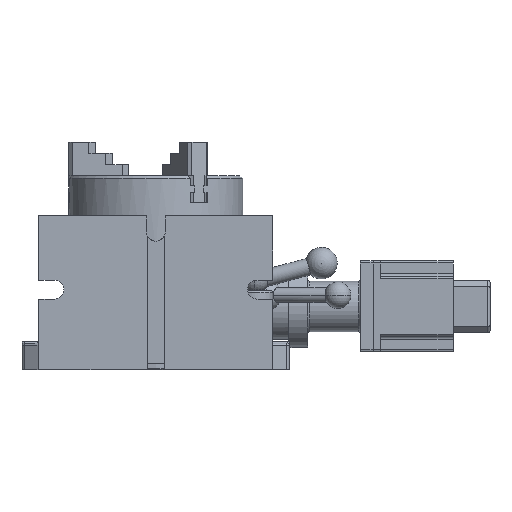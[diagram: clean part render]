
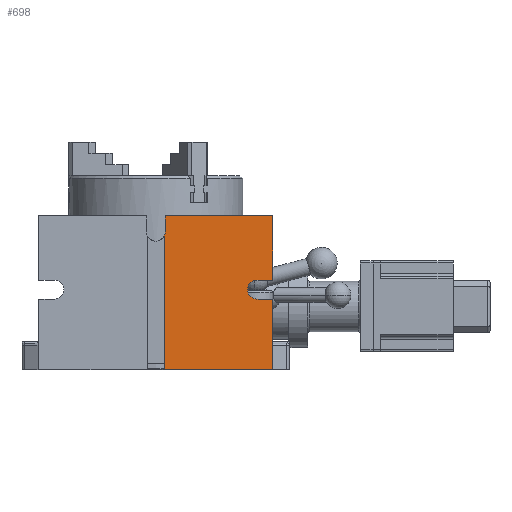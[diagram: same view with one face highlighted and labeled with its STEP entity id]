
A CAD part, front view. The second image highlights one B-rep face of the part: STEP entity #698.
In plain terms, the highlighted planar face has unit normal (0, -1, 0).
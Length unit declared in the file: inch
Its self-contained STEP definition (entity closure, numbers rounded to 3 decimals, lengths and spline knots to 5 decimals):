
#443 = EDGE_CURVE ( 'NONE', #4953, #4835, #11186, .T. ) ;
#448 = EDGE_CURVE ( 'NONE', #4953, #4833, #11192, .T. ) ;
#468 = EDGE_CURVE ( 'NONE', #4832, #4954, #11224, .T. ) ;
#481 = EDGE_CURVE ( 'NONE', #4837, #4834, #11238, .T. ) ;
#489 = EDGE_CURVE ( 'NONE', #4954, #4955, #6997, .T. ) ;
#518 = EDGE_CURVE ( 'NONE', #4838, #4837, #7034, .T. ) ;
#519 = EDGE_CURVE ( 'NONE', #4955, #4836, #7036, .T. ) ;
#523 = EDGE_CURVE ( 'NONE', #4833, #4838, #7044, .T. ) ;
#601 = EDGE_CURVE ( 'NONE', #4834, #4832, #7136, .T. ) ;
#622 = EDGE_CURVE ( 'NONE', #4835, #4836, #7171, .T. ) ;
#698 = ADVANCED_FACE ( 'NONE', ( #7297 ), #14086, .F. ) ;
#1113 = AXIS2_PLACEMENT_3D ( 'NONE', #11650, #11652, #11654 ) ;
#1144 = AXIS2_PLACEMENT_3D ( 'NONE', #11984, #11986, #11988 ) ;
#1259 = AXIS2_PLACEMENT_3D ( 'NONE', #14102, #14103, #14104 ) ;
#3501 = CARTESIAN_POINT ( 'NONE',  ( 3.78445, -4.6, 3.34646 ) ) ;
#3502 = CARTESIAN_POINT ( 'NONE',  ( 0.35433, -4.6, 5.15748 ) ) ;
#3503 = CARTESIAN_POINT ( 'NONE',  ( 4.375, -4.6, 3.34646 ) ) ;
#3504 = CARTESIAN_POINT ( 'NONE',  ( 0.31496, -4.6, 0. ) ) ;
#3505 = CARTESIAN_POINT ( 'NONE',  ( 4.375, -4.6, 0. ) ) ;
#3506 = CARTESIAN_POINT ( 'NONE',  ( 4.375, -4.6, 5.74803 ) ) ;
#3507 = CARTESIAN_POINT ( 'NONE',  ( 0.35433, -4.6, 5.74803 ) ) ;
#3622 = CARTESIAN_POINT ( 'NONE',  ( 0.31496, -4.6, 4.99515 ) ) ;
#3623 = CARTESIAN_POINT ( 'NONE',  ( 3.78445, -4.6, 2.6378 ) ) ;
#3624 = CARTESIAN_POINT ( 'NONE',  ( 4.375, -4.6, 2.6378 ) ) ;
#4832 = VERTEX_POINT ( 'NONE', #3501 ) ;
#4833 = VERTEX_POINT ( 'NONE', #3502 ) ;
#4834 = VERTEX_POINT ( 'NONE', #3503 ) ;
#4835 = VERTEX_POINT ( 'NONE', #3504 ) ;
#4836 = VERTEX_POINT ( 'NONE', #3505 ) ;
#4837 = VERTEX_POINT ( 'NONE', #3506 ) ;
#4838 = VERTEX_POINT ( 'NONE', #3507 ) ;
#4953 = VERTEX_POINT ( 'NONE', #3622 ) ;
#4954 = VERTEX_POINT ( 'NONE', #3623 ) ;
#4955 = VERTEX_POINT ( 'NONE', #3624 ) ;
#6932 = ORIENTED_EDGE ( 'NONE', *, *, #523, .F. ) ;
#6933 = ORIENTED_EDGE ( 'NONE', *, *, #518, .F. ) ;
#6934 = ORIENTED_EDGE ( 'NONE', *, *, #481, .F. ) ;
#6935 = ORIENTED_EDGE ( 'NONE', *, *, #601, .F. ) ;
#6936 = ORIENTED_EDGE ( 'NONE', *, *, #468, .F. ) ;
#6937 = ORIENTED_EDGE ( 'NONE', *, *, #489, .F. ) ;
#6938 = ORIENTED_EDGE ( 'NONE', *, *, #519, .F. ) ;
#6939 = ORIENTED_EDGE ( 'NONE', *, *, #622, .T. ) ;
#6940 = ORIENTED_EDGE ( 'NONE', *, *, #443, .T. ) ;
#6941 = ORIENTED_EDGE ( 'NONE', *, *, #448, .F. ) ;
#6997 = LINE ( 'NONE', #12166, #6998 ) ;
#6998 = VECTOR ( 'NONE', #12187, 39.37008 ) ;
#7027 = VECTOR ( 'NONE', #12401, 39.37008 ) ;
#7034 = LINE ( 'NONE', #12399, #7027 ) ;
#7036 = LINE ( 'NONE', #12394, #7039 ) ;
#7039 = VECTOR ( 'NONE', #12404, 39.37008 ) ;
#7044 = LINE ( 'NONE', #8041, #7045 ) ;
#7045 = VECTOR ( 'NONE', #8042, 39.37008 ) ;
#7136 = LINE ( 'NONE', #8549, #7139 ) ;
#7139 = VECTOR ( 'NONE', #8550, 39.37008 ) ;
#7171 = LINE ( 'NONE', #13587, #7174 ) ;
#7174 = VECTOR ( 'NONE', #13589, 39.37008 ) ;
#7297 = FACE_OUTER_BOUND ( 'NONE', #17753, .T. ) ;
#8041 = CARTESIAN_POINT ( 'NONE',  ( 0.35433, -4.6, 5.15748 ) ) ;
#8042 = DIRECTION ( 'NONE',  ( 0., 0., 1. ) ) ;
#8549 = CARTESIAN_POINT ( 'NONE',  ( 3.78445, -4.6, 3.34646 ) ) ;
#8550 = DIRECTION ( 'NONE',  ( -1., 0., 0. ) ) ;
#11182 = VECTOR ( 'NONE', #11593, 39.37008 ) ;
#11186 = LINE ( 'NONE', #11591, #11182 ) ;
#11192 = CIRCLE ( 'NONE', #1113, 0.35433 ) ;
#11224 = CIRCLE ( 'NONE', #1144, 0.35433 ) ;
#11231 = VECTOR ( 'NONE', #12115, 39.37008 ) ;
#11238 = LINE ( 'NONE', #12113, #11231 ) ;
#11591 = CARTESIAN_POINT ( 'NONE',  ( 0.31496, -4.6, 0.23622 ) ) ;
#11593 = DIRECTION ( 'NONE',  ( 0., 0., -1. ) ) ;
#11650 = CARTESIAN_POINT ( 'NONE',  ( 0., -4.6, 5.15748 ) ) ;
#11652 = DIRECTION ( 'NONE',  ( 0., -1., 0. ) ) ;
#11654 = DIRECTION ( 'NONE',  ( 1., 0., 0. ) ) ;
#11984 = CARTESIAN_POINT ( 'NONE',  ( 3.78445, -4.6, 2.99213 ) ) ;
#11986 = DIRECTION ( 'NONE',  ( 0., -1., 0. ) ) ;
#11988 = DIRECTION ( 'NONE',  ( 1., 0., 0. ) ) ;
#12113 = CARTESIAN_POINT ( 'NONE',  ( 4.375, -4.6, 11.81102 ) ) ;
#12115 = DIRECTION ( 'NONE',  ( 0., 0., -1. ) ) ;
#12166 = CARTESIAN_POINT ( 'NONE',  ( 3.78445, -4.6, 2.6378 ) ) ;
#12187 = DIRECTION ( 'NONE',  ( 1., 0., 0. ) ) ;
#12394 = CARTESIAN_POINT ( 'NONE',  ( 4.375, -4.6, 11.81102 ) ) ;
#12399 = CARTESIAN_POINT ( 'NONE',  ( -5., -4.6, 5.74803 ) ) ;
#12401 = DIRECTION ( 'NONE',  ( 1., 0., 0. ) ) ;
#12404 = DIRECTION ( 'NONE',  ( 0., 0., -1. ) ) ;
#13587 = CARTESIAN_POINT ( 'NONE',  ( -5., -4.6, 0. ) ) ;
#13589 = DIRECTION ( 'NONE',  ( 1., 0., 0. ) ) ;
#14086 = PLANE ( 'NONE',  #1259 ) ;
#14102 = CARTESIAN_POINT ( 'NONE',  ( -5., -4.6, 5.74803 ) ) ;
#14103 = DIRECTION ( 'NONE',  ( 0., 1., 0. ) ) ;
#14104 = DIRECTION ( 'NONE',  ( 0., 0., 1. ) ) ;
#17753 = EDGE_LOOP ( 'NONE', ( #6941, #6940, #6939, #6938, #6937, #6936, #6935, #6934, #6933, #6932 ) ) ;
